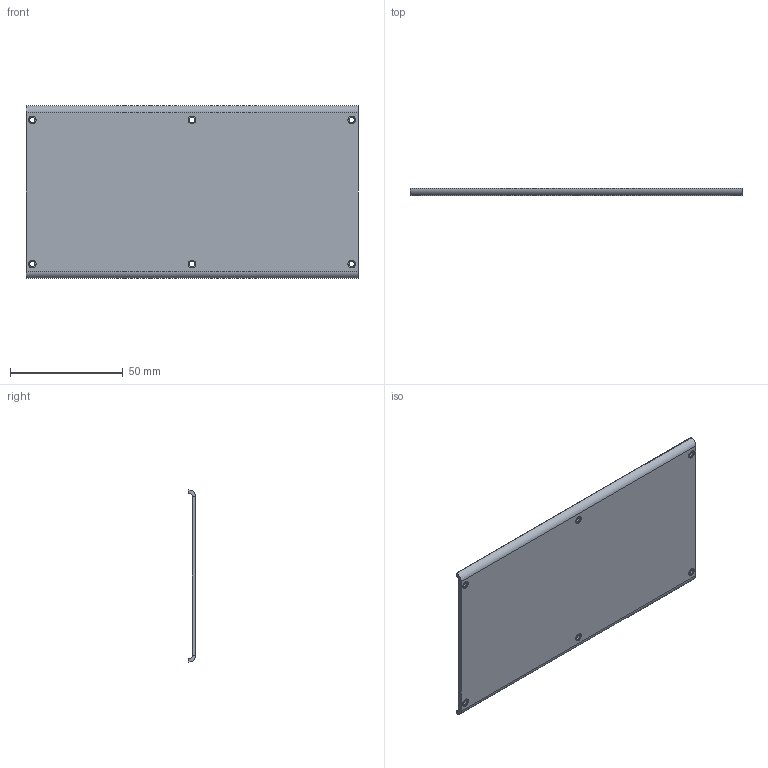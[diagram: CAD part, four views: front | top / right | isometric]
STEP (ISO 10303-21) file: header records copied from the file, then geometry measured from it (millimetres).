
FILE_DESCRIPTION (( 'STEP AP214' ), '1' );
FILE_NAME ('¹âÓ°Ã¨Ò»´úÂÁ¸Ç.STEP', '2025-10-20T11:06:35', ( '' ), ( '' ), 'SwSTEP 2.0', 'SolidWorks 2024', '' );
FILE_SCHEMA (( 'AUTOMOTIVE_DESIGN' ));
Length unit declared in the file: millimetre
Products named in the file (1): 光影猫一代铝盖
Bounding box: 147.5 x 3.2 x 76.5 mm (x, y, z)
Volume: 17192.2 mm3; surface area: 23698.3 mm2
Topology: 1 solids, 1 shells, 52 faces, 116 edges, 72 vertices
Faces by surface type: cylinder 28, plane 24
Entity records: 1495 total; most frequent: DIRECTION 278, CARTESIAN_POINT 241, ORIENTED_EDGE 232, EDGE_CURVE 116, AXIS2_PLACEMENT_3D 109, VERTEX_POINT 72, EDGE_LOOP 70, VECTOR 60
